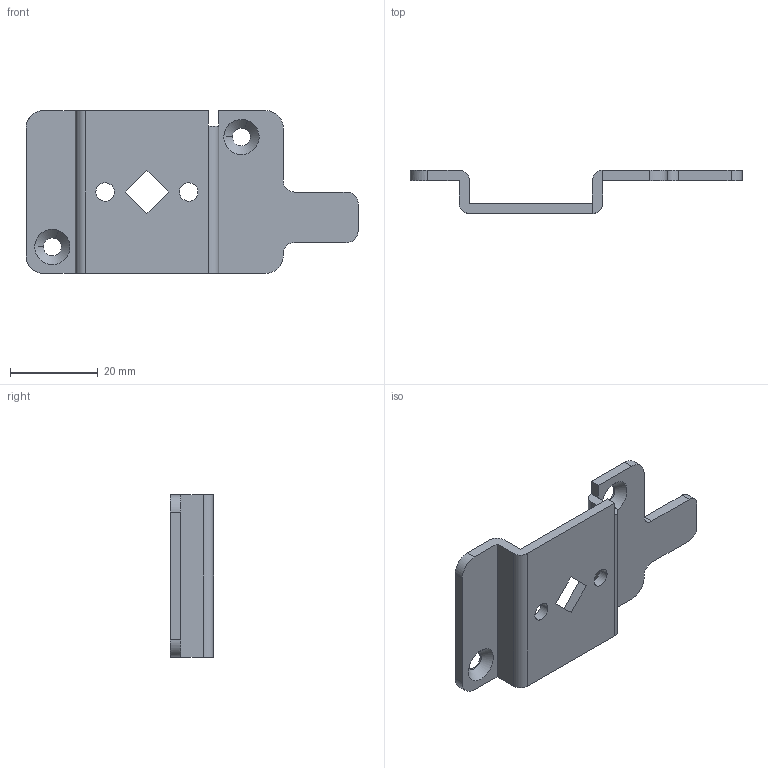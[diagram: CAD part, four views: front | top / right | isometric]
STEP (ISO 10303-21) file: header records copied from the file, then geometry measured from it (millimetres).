
FILE_DESCRIPTION((''),'2;1');
FILE_NAME('','2005-10-12T11:34:43',(''),(''),'','CADfix','');
FILE_SCHEMA(('AUTOMOTIVE_DESIGN'));
Length unit declared in the file: millimetre
Products named in the file (1): cam
Bounding box: 75.5 x 9.8 x 37 mm (x, y, z)
Volume: 6131.8 mm3; surface area: 6121.2 mm2
Topology: 1 solids, 1 shells, 50 faces, 158 edges, 110 vertices
Faces by surface type: bspline 50
Entity records: 1739 total; most frequent: CARTESIAN_POINT 845, ORIENTED_EDGE 316, EDGE_CURVE 158, VERTEX_POINT 110, QUASI_UNIFORM_CURVE 92, EDGE_LOOP 60, FACE_OUTER_BOUND 50, ADVANCED_FACE 50
